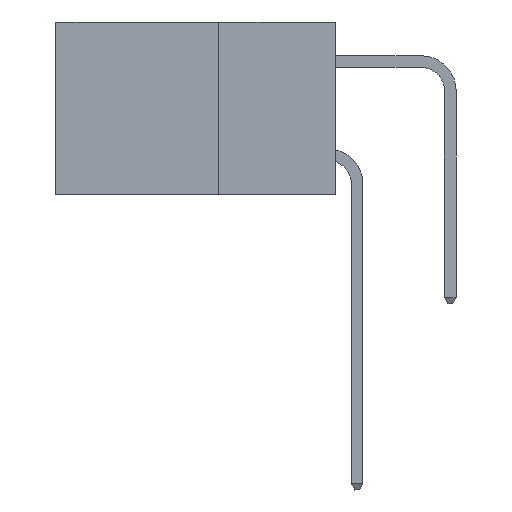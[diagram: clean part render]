
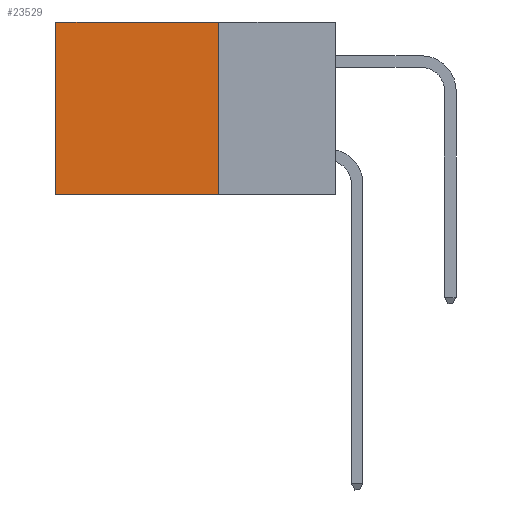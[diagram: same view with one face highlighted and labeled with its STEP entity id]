
A CAD part, left-side view. The second image highlights one B-rep face of the part: STEP entity #23529.
In plain terms, the highlighted planar face has unit normal (-1, 0, 0).
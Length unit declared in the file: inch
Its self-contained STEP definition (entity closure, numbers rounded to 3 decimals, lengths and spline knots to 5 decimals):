
#637 = DIRECTION ( 'NONE',  ( 0., 0., -1. ) ) ;
#1631 = EDGE_LOOP ( 'NONE', ( #17042, #7995, #6153, #2368 ) ) ;
#2125 = LINE ( 'NONE', #15643, #7496 ) ;
#2368 = ORIENTED_EDGE ( 'NONE', *, *, #17055, .T. ) ;
#2615 = VECTOR ( 'NONE', #18521, 39.37008 ) ;
#4186 = PLANE ( 'NONE',  #10004 ) ;
#4296 = CARTESIAN_POINT ( 'NONE',  ( 0.2875, 0.6, 0. ) ) ;
#4412 = CARTESIAN_POINT ( 'NONE',  ( 0.2875, 0.6, 0. ) ) ;
#4610 = VERTEX_POINT ( 'NONE', #8158 ) ;
#5992 = LINE ( 'NONE', #13452, #12130 ) ;
#6105 = DIRECTION ( 'NONE',  ( 1., 0., 0. ) ) ;
#6153 = ORIENTED_EDGE ( 'NONE', *, *, #15547, .F. ) ;
#7496 = VECTOR ( 'NONE', #17651, 39.37008 ) ;
#7995 = ORIENTED_EDGE ( 'NONE', *, *, #13375, .F. ) ;
#8158 = CARTESIAN_POINT ( 'NONE',  ( 0.2875, 0.25, -0.37 ) ) ;
#8478 = CARTESIAN_POINT ( 'NONE',  ( 0.2875, 0.25, 0. ) ) ;
#8534 = VERTEX_POINT ( 'NONE', #8478 ) ;
#10004 = AXIS2_PLACEMENT_3D ( 'NONE', #16866, #6105, #22297 ) ;
#12130 = VECTOR ( 'NONE', #637, 39.37008 ) ;
#13375 = EDGE_CURVE ( 'NONE', #4610, #20544, #2125, .T. ) ;
#13452 = CARTESIAN_POINT ( 'NONE',  ( 0.2875, 0.25, 0. ) ) ;
#14032 = FACE_OUTER_BOUND ( 'NONE', #1631, .T. ) ;
#15547 = EDGE_CURVE ( 'NONE', #8534, #4610, #5992, .T. ) ;
#15643 = CARTESIAN_POINT ( 'NONE',  ( 0.2875, 0.25, -0.37 ) ) ;
#16865 = CARTESIAN_POINT ( 'NONE',  ( 0.2875, 0.25, 0. ) ) ;
#16866 = CARTESIAN_POINT ( 'NONE',  ( 0.2875, 0.25, 0. ) ) ;
#17042 = ORIENTED_EDGE ( 'NONE', *, *, #18253, .T. ) ;
#17055 = EDGE_CURVE ( 'NONE', #8534, #17155, #18861, .T. ) ;
#17104 = DIRECTION ( 'NONE',  ( 0., 1., 0. ) ) ;
#17155 = VERTEX_POINT ( 'NONE', #4412 ) ;
#17651 = DIRECTION ( 'NONE',  ( 0., 1., 0. ) ) ;
#18253 = EDGE_CURVE ( 'NONE', #17155, #20544, #19654, .T. ) ;
#18521 = DIRECTION ( 'NONE',  ( 0., 0., -1. ) ) ;
#18861 = LINE ( 'NONE', #16865, #22270 ) ;
#19654 = LINE ( 'NONE', #4296, #2615 ) ;
#20544 = VERTEX_POINT ( 'NONE', #23290 ) ;
#22270 = VECTOR ( 'NONE', #17104, 39.37008 ) ;
#22297 = DIRECTION ( 'NONE',  ( 0., 0., -1. ) ) ;
#23290 = CARTESIAN_POINT ( 'NONE',  ( 0.2875, 0.6, -0.37 ) ) ;
#23529 = ADVANCED_FACE ( 'NONE', ( #14032 ), #4186, .F. ) ;
